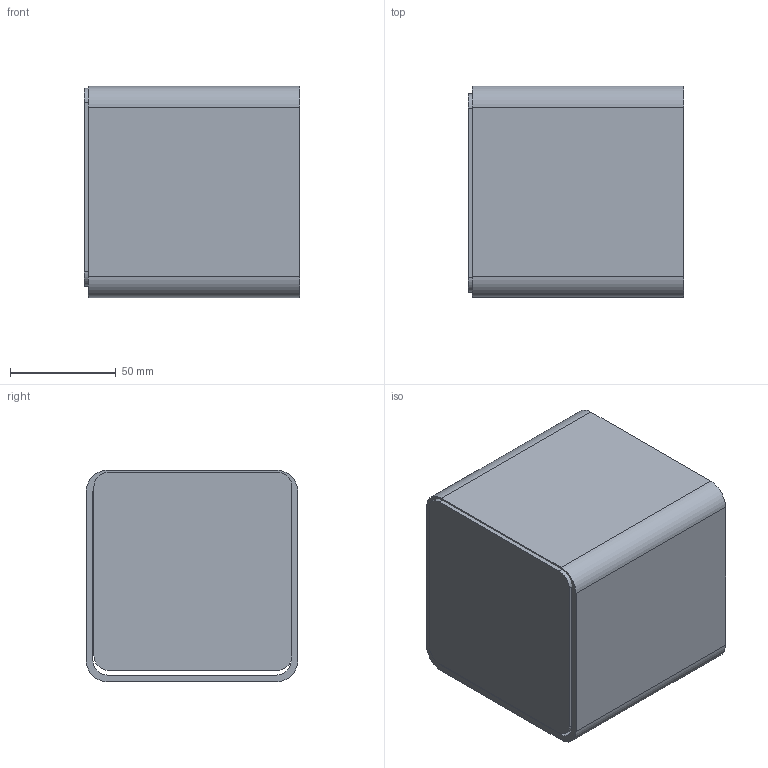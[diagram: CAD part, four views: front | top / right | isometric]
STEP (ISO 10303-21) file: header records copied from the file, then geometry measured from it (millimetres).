
FILE_DESCRIPTION(/* description */ (''),/* implementation_level */ '2;1');
FILE_NAME(/* name */ 'LampExample.step',/* time_stamp */ '2017-11-06T10:36:38+01:00',/* author */ ('rod88'),/* organization */ (''),/* preprocessor_version */ 'ST-DEVELOPER v16.13',/* originating_system */ 'Autodesk Translation Framework v6.5.0.72',/* authorisation */ '');
FILE_SCHEMA (('AUTOMOTIVE_DESIGN { 1 0 10303 214 3 1 1 }'));
Length unit declared in the file: millimetre
Products named in the file (6): Lamp v7; Component1; Component2; Component3; Component4; Component5
Assembly tree (6 placements, depth 2):
  Lamp v7
    Component1  x2
    Component2
    Component3
    Component4
    Component5
Bounding box: 101.79 x 100 x 100 mm (x, y, z)
Volume: 241499.2 mm3; surface area: 160994.2 mm2
Topology: 6 solids, 6 shells, 86 faces, 222 edges, 148 vertices
Faces by surface type: plane 60, cylinder 26
Entity records: 2526 total; most frequent: DIRECTION 418, CARTESIAN_POINT 418, ORIENTED_EDGE 396, EDGE_CURVE 198, LINE 154, VECTOR 154, VERTEX_POINT 132, AXIS2_PLACEMENT_3D 132
